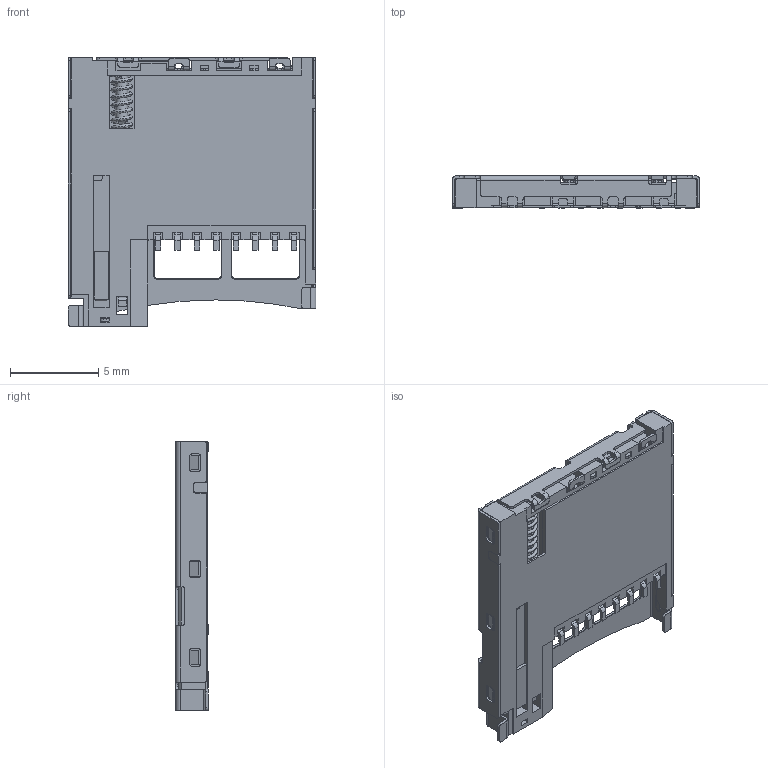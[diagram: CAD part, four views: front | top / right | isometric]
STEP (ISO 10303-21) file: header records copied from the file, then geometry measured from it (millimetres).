
FILE_DESCRIPTION((''),'2;1');
FILE_NAME('PRT0004','2009-02-03T',('tina'),(''),'PRO/ENGINEER BY PARAMETRIC TECHNOLOGY CORPORATION, 2003161','PRO/ENGINEER BY PARAMETRIC TECHNOLOGY CORPORATION, 2003161','');
FILE_SCHEMA(('CONFIG_CONTROL_DESIGN'));
Products named in the file (1): PRT0004
Bounding box: 14.01 x 1.83 x 15.2 mm (x, y, z)
Volume: 143.5 mm3; surface area: 1267 mm2
Topology: 22 solids, 22 shells, 1929 faces, 5471 edges, 3575 vertices
Faces by surface type: plane 1408, cylinder 433, cone 56, bspline 16, torus 12, revolution 4
Entity records: 66034 total; most frequent: CARTESIAN_POINT 15407, ORIENTED_EDGE 10938, DIRECTION 10098, EDGE_CURVE 5469, VECTOR 4310, LINE 4310, VERTEX_POINT 3575, AXIS2_PLACEMENT_3D 2892
